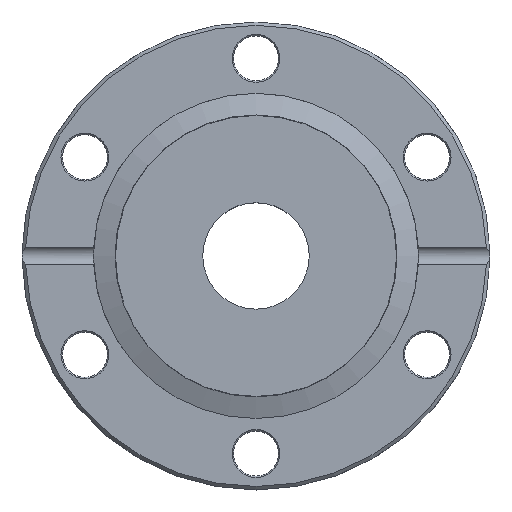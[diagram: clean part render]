
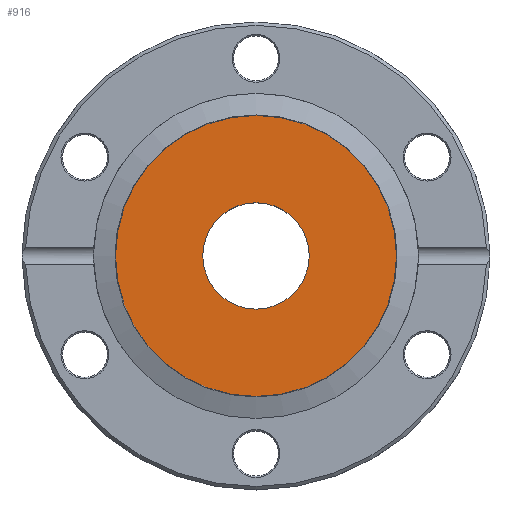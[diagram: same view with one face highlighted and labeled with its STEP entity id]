
A CAD part, top view. The second image highlights one B-rep face of the part: STEP entity #916.
In plain terms, the highlighted planar face has unit normal (0, 0, 1).
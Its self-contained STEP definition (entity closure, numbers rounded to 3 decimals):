
#11 = AXIS2_PLACEMENT_3D ( 'NONE', #677, #884, #1175 ) ;
#80 = DIRECTION ( 'NONE',  ( 1., 0., 0. ) ) ;
#99 = DIRECTION ( 'NONE',  ( 0., 0., -1. ) ) ;
#100 = FACE_OUTER_BOUND ( 'NONE', #450, .T. ) ;
#161 = AXIS2_PLACEMENT_3D ( 'NONE', #1058, #99, #296 ) ;
#231 = VERTEX_POINT ( 'NONE', #372 ) ;
#296 = DIRECTION ( 'NONE',  ( -1., 0., 0. ) ) ;
#372 = CARTESIAN_POINT ( 'NONE',  ( 7.9, 0., -1.5 ) ) ;
#406 = PLANE ( 'NONE',  #161 ) ;
#450 = EDGE_LOOP ( 'NONE', ( #787 ) ) ;
#457 = DIRECTION ( 'NONE',  ( 0., 0., -1. ) ) ;
#539 = AXIS2_PLACEMENT_3D ( 'NONE', #766, #457, #80 ) ;
#559 = VERTEX_POINT ( 'NONE', #1137 ) ;
#612 = ORIENTED_EDGE ( 'NONE', *, *, #807, .T. ) ;
#649 = CIRCLE ( 'NONE', #11, 20.87 ) ;
#677 = CARTESIAN_POINT ( 'NONE',  ( 0., 0., -1.5 ) ) ;
#706 = EDGE_LOOP ( 'NONE', ( #612 ) ) ;
#717 = FACE_BOUND ( 'NONE', #706, .T. ) ;
#766 = CARTESIAN_POINT ( 'NONE',  ( 0., 0., -1.5 ) ) ;
#787 = ORIENTED_EDGE ( 'NONE', *, *, #999, .F. ) ;
#807 = EDGE_CURVE ( 'NONE', #231, #231, #943, .T. ) ;
#884 = DIRECTION ( 'NONE',  ( 0., 0., -1. ) ) ;
#916 = ADVANCED_FACE ( 'NONE', ( #100, #717 ), #406, .F. ) ;
#943 = CIRCLE ( 'NONE', #539, 7.9 ) ;
#999 = EDGE_CURVE ( 'NONE', #559, #559, #649, .T. ) ;
#1058 = CARTESIAN_POINT ( 'NONE',  ( 0., 7.9, -1.5 ) ) ;
#1137 = CARTESIAN_POINT ( 'NONE',  ( 0., -20.87, -1.5 ) ) ;
#1175 = DIRECTION ( 'NONE',  ( 0., -1., 0. ) ) ;
